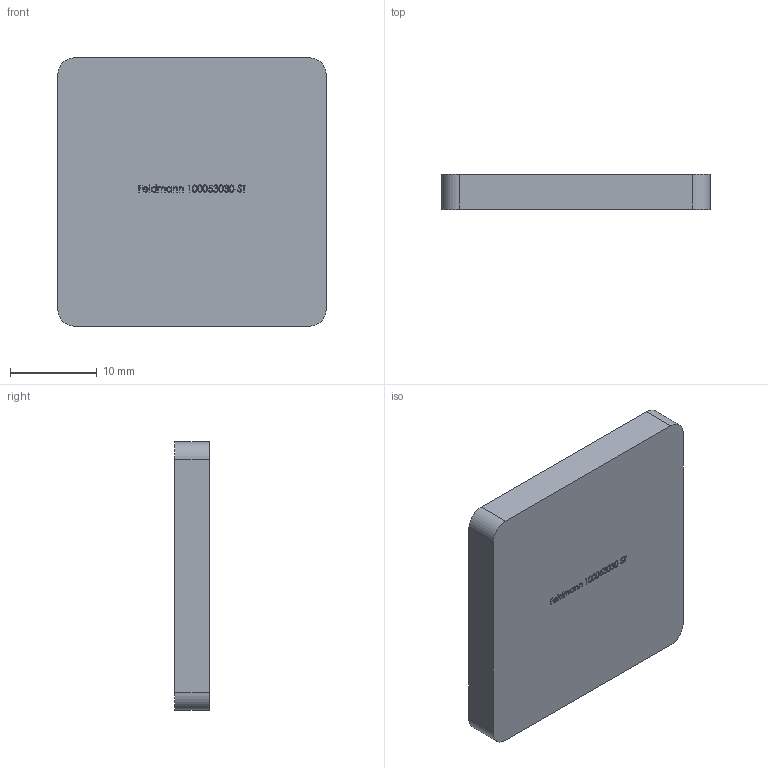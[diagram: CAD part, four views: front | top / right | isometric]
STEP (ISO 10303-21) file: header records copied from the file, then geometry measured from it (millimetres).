
FILE_DESCRIPTION (( 'STEP AP203' ), '1' );
FILE_NAME ('100053030-ST.step', '2021-07-26T07:58:32', ( '' ), ( '' ), 'SwSTEP 2.0', 'SolidWorks 2018', '' );
FILE_SCHEMA (( 'CONFIG_CONTROL_DESIGN' ));
Length unit declared in the file: millimetre
Products named in the file (2): 100053030-ST
Bounding box: 31 x 4 x 31 mm (x, y, z)
Volume: 3830 mm3; surface area: 2404.2 mm2
Topology: 1 solids, 1 shells, 268 faces, 714 edges, 476 vertices
Faces by surface type: bspline 144, plane 120, cylinder 4
Entity records: 16721 total; most frequent: CARTESIAN_POINT 10868, ORIENTED_EDGE 1428, EDGE_CURVE 714, DIRECTION 686, VERTEX_POINT 476, LINE 418, VECTOR 418, EDGE_LOOP 296
